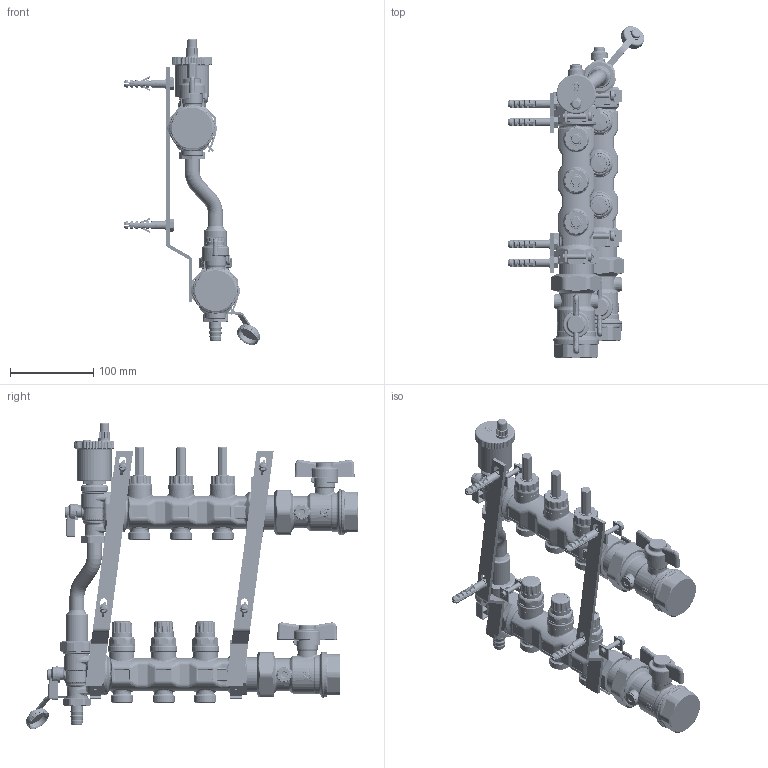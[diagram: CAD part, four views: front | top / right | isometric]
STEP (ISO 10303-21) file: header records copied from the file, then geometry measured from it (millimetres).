
FILE_DESCRIPTION(('CATIA V5 STEP Exchange','CAx-IF Rec.Pracs.--- Model Styling and Organization---1.5--- 2016-08-15','CAx-IF Rec.Pracs.---Supplemental Geometry---1.0---2011-11-01','CAx-IF Rec.Pracs.--- Composite Materials ---3.4---2017-06-13','CAx-IF Rec.Pracs.---Tessellated 3D Geometry---1.0---2015-12-17'),'2;1');
FILE_NAME('STEP_6687C5S1_-_TST.stp','2025-06-25T14:39:07+00:00',('none'),('none'),'CATIA Version 5-6 Release 2020 SP5','CATIA V5 STEP AP242 v2','none');
FILE_SCHEMA(('AP242_MANAGED_MODEL_BASED_3D_ENGINEERING_MIM_LF {1 0 10303 442 1 1 4}'));
Products named in the file (1): 6687C5S1 - TST
Bounding box: 163.75 x 398.32 x 367.75 mm (x, y, z)
Volume: 1504964.4 mm3; surface area: 293968.7 mm2
Topology: 4 solids, 18 shells, 9866 faces, 25011 edges, 14798 vertices
Faces by surface type: plane 2765, cylinder 2603, bspline 2597, cone 751, torus 703, sphere 403, revolution 44
Entity records: 434066 total; most frequent: CARTESIAN_POINT 238472, ORIENTED_EDGE 48988, EDGE_CURVE 24494, DIRECTION 23503, VERTEX_POINT 14798, B_SPLINE_CURVE_WITH_KNOTS 11829, AXIS2_PLACEMENT_3D 10652, EDGE_LOOP 10149
